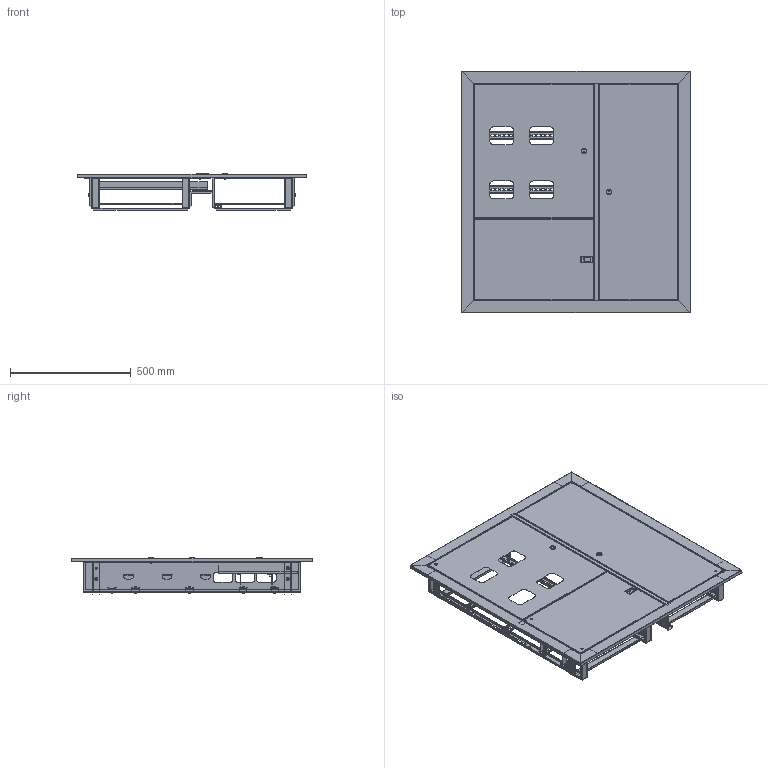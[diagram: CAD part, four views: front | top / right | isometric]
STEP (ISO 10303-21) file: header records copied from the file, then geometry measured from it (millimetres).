
FILE_DESCRIPTION (( 'STEP AP214' ), '1' );
FILE_NAME ('ÙÝ 4êâ. (1000õ950õ150) IP31 ñëàáîòî÷êà ñëåâà EKF Basic.STEP', '2025-06-02T12:56:21', ( '' ), ( '' ), 'SwSTEP 2.0', 'SolidWorks 2021', '' );
FILE_SCHEMA (( 'AUTOMOTIVE_DESIGN' ));
Length unit declared in the file: millimetre
Products named in the file (35): ﾌﾈ-2414.01.00.007 ﾊ煇鳫; ÌÈ-2414.01.00.006 Óñèëèòåëü êàáåëüíûé  ; ÌÈ-2479.01.00.002 Ñòåíêà áîêîâàÿ; 230.V1 PF, Çàìîê-çàäâèæêà; DIN-ðåéêà2_L=420 (!); 昈-2479.01.01.001 盷謥蜦豂儆趌-01; 昈-2414.01.00.003-01 栺樇罻; pan head cross recess screw_din_DIN EN ISO 7045 - M6 x 20 - Z - 20N; ÌÈ-2414.01.00.008 Äåðæàòåëü äâåðè; ÌÈ-2414.05.00.003 Êðîíøòåéí ïîä äèí-ðåéêó; Çàêëåïêà ãàå÷íàÿ Ì6 UNI 9203; ÌÈ-2479.01.01.000 Ïåðåãîðîäêà ÑÁ_-01; ÌÈ-2479.02.00.000 Äâåðü ó÷åòà ÑÁ; ÌÈ-2414.00.00.002 Ïðîñòàâêà; hex flange nut_din_Hexagon Flange Nut DIN 6923 - M6 - N; ÌÈ-2414.04.00.000 Äâåðü ñèëîâàÿ ÑÁ; Êðîíøòåéí 40õ40; ÌÈ-2414.01.01.002 Øâåëëåð; ÌÈ-2479.02.00.001 Äâåðü ó÷åòà; Çàêëåïêà ãàå÷íàÿ Ì8; 昈-2414.01.00.004 砑僔蠂縺; ÌÈ-2479.07.00.001 Ôàëüøïàíåëü; pan head cross recess screw_din_ISO 7045 - M4 x 16 - Z --- 16N; 昈-2414.01.00.003 栺樇罻; cross ph tapping 968_din_Screw DIN 968-ST4.2x13-C-H-N; ﾌﾈ-2414.02.00.001 ﾄ粢 珮ⅳⅸ浯; Øïèëüêà Ì6õ12; 昈-2479.01.00.000 扻豵鵨 捘; ÙÝ 4êâ. (1000õ950õ150) IP31 ñëàáîòî÷êà ñëåâà EKF Basic; DIN-謥濋趌L=420 (!); ÌÈ-2414.04.00.001 Äâåðü ñèëîâàÿ; ﾌﾈ-2414.02.00.000 ﾄ粢 珮ⅳⅸ浯 ﾑﾁ; Çàêëåïêà ãàå÷íàÿ Ì4; ÌÈ-2414.01.00.001 Ñòåíêà áîêîâàÿ; Çàìîê ïî÷òîâûé
Assembly tree (105 placements, depth 4):
  ÙÝ 4êâ. (1000õ950õ150) IP31 ñëàáîòî÷êà ñëåâà EKF Basic
    昈-2479.01.00.000 扻豵鵨 捘
      ÌÈ-2479.01.00.002 Ñòåíêà áîêîâàÿ
      ÌÈ-2414.01.00.001 Ñòåíêà áîêîâàÿ
      昈-2414.01.00.003 栺樇罻
      ÌÈ-2479.01.01.000 Ïåðåãîðîäêà ÑÁ_-01
        昈-2479.01.01.001 盷謥蜦豂儆趌-01
        Êðîíøòåéí 40õ40  x3
        ÌÈ-2414.01.01.002 Øâåëëåð
      昈-2414.01.00.003-01 栺樇罻
      昈-2414.01.00.004 砑僔蠂縺  x4
      ÌÈ-2414.01.00.008 Äåðæàòåëü äâåðè
      ÌÈ-2414.01.00.006 Óñèëèòåëü êàáåëüíûé    x2
      Çàêëåïêà ãàå÷íàÿ Ì8  x4
      Øïèëüêà Ì6õ12  x3
      ﾌﾈ-2414.01.00.007 ﾊ煇鳫  x3
      Çàêëåïêà ãàå÷íàÿ Ì6 UNI 9203  x4
    ﾌﾈ-2414.02.00.000 ﾄ粢 珮ⅳⅸ浯 ﾑﾁ
      ﾌﾈ-2414.02.00.001 ﾄ粢 珮ⅳⅸ浯
      Çàêëåïêà ãàå÷íàÿ Ì4  x2
      Çàìîê ïî÷òîâûé
      Øïèëüêà Ì6õ12
    ÌÈ-2414.04.00.000 Äâåðü ñèëîâàÿ ÑÁ
      Çàêëåïêà ãàå÷íàÿ Ì4  x2
      ÌÈ-2414.04.00.001 Äâåðü ñèëîâàÿ
      Øïèëüêà Ì6õ12
      230.V1 PF, Çàìîê-çàäâèæêà
    pan head cross recess screw_din_ISO 7045 - M4 x 16 - Z --- 16N  x5
    DIN-ðåéêà2_L=420 (!)  x2
    pan head cross recess screw_din_DIN EN ISO 7045 - M6 x 20 - Z - 20N  x12
    hex flange nut_din_Hexagon Flange Nut DIN 6923 - M6 - N  x15
    ÌÈ-2479.07.00.001 Ôàëüøïàíåëü
    ÌÈ-2479.02.00.000 Äâåðü ó÷åòà ÑÁ
      ÌÈ-2479.02.00.001 Äâåðü ó÷åòà
      Çàìîê ïî÷òîâûé
      Çàêëåïêà ãàå÷íàÿ Ì4
      Øïèëüêà Ì6õ12
    ÌÈ-2414.00.00.002 Ïðîñòàâêà  x12
    DIN-謥濋趌L=420 (!)  x4
    ÌÈ-2414.05.00.003 Êðîíøòåéí ïîä äèí-ðåéêó  x4
    cross ph tapping 968_din_Screw DIN 968-ST4.2x13-C-H-N
Bounding box: 950 x 1000 x 153 mm (x, y, z)
Volume: 1598986.6 mm3; surface area: 3831695.3 mm2
Topology: 100 solids, 100 shells, 4281 faces, 10318 edges, 6272 vertices
Faces by surface type: plane 2233, cylinder 1282, cone 392, bspline 184, torus 154, sphere 36
Entity records: 53675 total; most frequent: CARTESIAN_POINT 12558, DIRECTION 8274, ORIENTED_EDGE 8044, EDGE_CURVE 4022, AXIS2_PLACEMENT_3D 2815, LINE 2644, VECTOR 2644, VERTEX_POINT 2455
